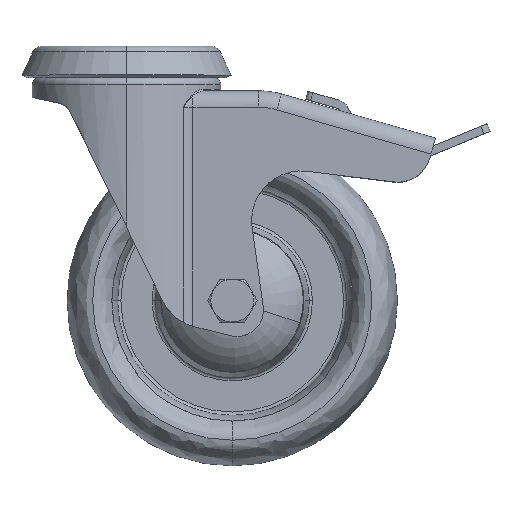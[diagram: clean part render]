
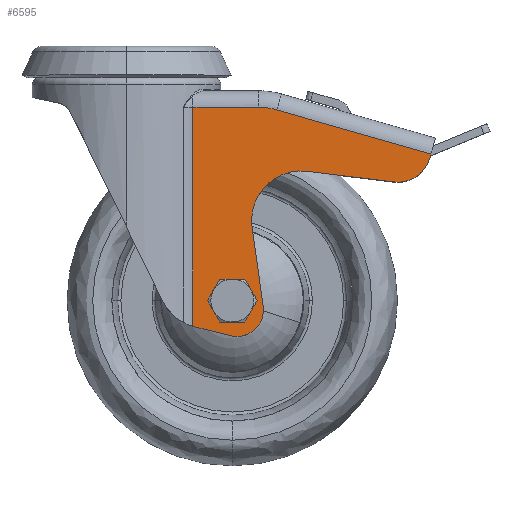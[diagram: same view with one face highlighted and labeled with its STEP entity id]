
A CAD part, top view. The second image highlights one B-rep face of the part: STEP entity #6595.
In plain terms, the highlighted planar face has unit normal (0, 0, 1).
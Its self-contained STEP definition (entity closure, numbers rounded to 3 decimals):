
#17 = VECTOR ( 'NONE', #6069, 1000. ) ;
#52 = DIRECTION ( 'NONE',  ( -1., 0., 0. ) ) ;
#173 = EDGE_CURVE ( 'NONE', #12089, #10771, #6232, .T. ) ;
#306 = AXIS2_PLACEMENT_3D ( 'NONE', #10582, #4680, #9591 ) ;
#432 = ORIENTED_EDGE ( 'NONE', *, *, #12626, .T. ) ;
#622 = AXIS2_PLACEMENT_3D ( 'NONE', #4497, #12434, #4237 ) ;
#641 = LINE ( 'NONE', #8670, #10035 ) ;
#1021 = ORIENTED_EDGE ( 'NONE', *, *, #8063, .T. ) ;
#1030 = ORIENTED_EDGE ( 'NONE', *, *, #9555, .F. ) ;
#1090 = DIRECTION ( 'NONE',  ( 0., 0., 1. ) ) ;
#1158 = CARTESIAN_POINT ( 'NONE',  ( 28.298, -40.095, 21.8 ) ) ;
#1226 = AXIS2_PLACEMENT_3D ( 'NONE', #3408, #4448, #11425 ) ;
#1300 = DIRECTION ( 'NONE',  ( 0., 0., 1. ) ) ;
#1332 = DIRECTION ( 'NONE',  ( -1., 0., 0. ) ) ;
#1357 = DIRECTION ( 'NONE',  ( 1., 0., 0. ) ) ;
#1618 = VECTOR ( 'NONE', #11825, 1000. ) ;
#1871 = LINE ( 'NONE', #5059, #6373 ) ;
#2111 = CARTESIAN_POINT ( 'NONE',  ( 76.346, -3.486, 21.8 ) ) ;
#2271 = CARTESIAN_POINT ( 'NONE',  ( 18.949, -38.34, 21.8 ) ) ;
#2276 = CARTESIAN_POINT ( 'NONE',  ( 20.376, -41.208, 21.8 ) ) ;
#2278 = CIRCLE ( 'NONE', #1226, 15. ) ;
#2296 = AXIS2_PLACEMENT_3D ( 'NONE', #4975, #5042, #4033 ) ;
#2456 = CARTESIAN_POINT ( 'NONE',  ( 7.049, 20.16, 21.8 ) ) ;
#2469 = ORIENTED_EDGE ( 'NONE', *, *, #173, .T. ) ;
#2710 = CARTESIAN_POINT ( 'NONE',  ( 7.049, -46.118, 21.8 ) ) ;
#2738 = EDGE_CURVE ( 'NONE', #8747, #4950, #9059, .T. ) ;
#2786 = VERTEX_POINT ( 'NONE', #10876 ) ;
#2820 = EDGE_CURVE ( 'NONE', #10514, #9898, #1871, .T. ) ;
#2963 = LINE ( 'NONE', #2111, #17 ) ;
#2967 = VERTEX_POINT ( 'NONE', #4833 ) ;
#2984 = EDGE_CURVE ( 'NONE', #5000, #10514, #6295, .T. ) ;
#3036 = CARTESIAN_POINT ( 'NONE',  ( 14.799, -38.34, 21.8 ) ) ;
#3189 = PLANE ( 'NONE',  #622 ) ;
#3338 = ORIENTED_EDGE ( 'NONE', *, *, #5580, .T. ) ;
#3408 = CARTESIAN_POINT ( 'NONE',  ( 11.255, -31.72, 21.8 ) ) ;
#3426 = CIRCLE ( 'NONE', #10126, 10. ) ;
#3620 = CARTESIAN_POINT ( 'NONE',  ( 7.049, 25.16, 21.8 ) ) ;
#3887 = ORIENTED_EDGE ( 'NONE', *, *, #12608, .T. ) ;
#3984 = DIRECTION ( 'NONE',  ( 0.97, -0.242, 0. ) ) ;
#3997 = ORIENTED_EDGE ( 'NONE', *, *, #2738, .T. ) ;
#4033 = DIRECTION ( 'NONE',  ( -1., 0., 0. ) ) ;
#4126 = CARTESIAN_POINT ( 'NONE',  ( 39.793, -14.11, 21.8 ) ) ;
#4237 = DIRECTION ( 'NONE',  ( -1., 0., 0. ) ) ;
#4271 = EDGE_CURVE ( 'NONE', #4950, #5000, #641, .T. ) ;
#4274 = CARTESIAN_POINT ( 'NONE',  ( 79.07, 6.017, 21.8 ) ) ;
#4434 = ORIENTED_EDGE ( 'NONE', *, *, #2984, .T. ) ;
#4448 = DIRECTION ( 'NONE',  ( 0., 0., 1. ) ) ;
#4497 = CARTESIAN_POINT ( 'NONE',  ( -13.051, 25.16, 21.8 ) ) ;
#4680 = DIRECTION ( 'NONE',  ( 0., 0., 1. ) ) ;
#4833 = CARTESIAN_POINT ( 'NONE',  ( 41.622, 0.778, 21.8 ) ) ;
#4950 = VERTEX_POINT ( 'NONE', #4274 ) ;
#4975 = CARTESIAN_POINT ( 'NONE',  ( 26.935, 0.16, 21.8 ) ) ;
#5000 = VERTEX_POINT ( 'NONE', #10485 ) ;
#5042 = DIRECTION ( 'NONE',  ( 0., 0., 1. ) ) ;
#5059 = CARTESIAN_POINT ( 'NONE',  ( -13.051, 20.16, 21.8 ) ) ;
#5449 = VERTEX_POINT ( 'NONE', #2710 ) ;
#5580 = EDGE_CURVE ( 'NONE', #9898, #5449, #10509, .T. ) ;
#5872 = EDGE_CURVE ( 'NONE', #10456, #2786, #8771, .T. ) ;
#5892 = CIRCLE ( 'NONE', #10278, 8. ) ;
#6069 = DIRECTION ( 'NONE',  ( 0.993, -0.122, 0. ) ) ;
#6187 = DIRECTION ( 'NONE',  ( -1., 0., 0. ) ) ;
#6232 = LINE ( 'NONE', #7078, #10352 ) ;
#6243 = DIRECTION ( 'NONE',  ( -1., 0., 0. ) ) ;
#6260 = CARTESIAN_POINT ( 'NONE',  ( 69.087, 7.481, 21.8 ) ) ;
#6295 = CIRCLE ( 'NONE', #2296, 20. ) ;
#6373 = VECTOR ( 'NONE', #52, 1000. ) ;
#6381 = CARTESIAN_POINT ( 'NONE',  ( 24.939, -16.198, 21.8 ) ) ;
#6584 = CARTESIAN_POINT ( 'NONE',  ( 7.627, -46.274, 21.8 ) ) ;
#6595 = ADVANCED_FACE ( 'NONE', ( #8183, #12183 ), #3189, .F. ) ;
#6701 = AXIS2_PLACEMENT_3D ( 'NONE', #4126, #9072, #6187 ) ;
#6732 = CARTESIAN_POINT ( 'NONE',  ( 18.44, -48.97, 21.8 ) ) ;
#6743 = EDGE_CURVE ( 'NONE', #2967, #8144, #2963, .T. ) ;
#6811 = CIRCLE ( 'NONE', #306, 4.15 ) ;
#6849 = VERTEX_POINT ( 'NONE', #6381 ) ;
#6925 = ORIENTED_EDGE ( 'NONE', *, *, #10446, .T. ) ;
#7078 = CARTESIAN_POINT ( 'NONE',  ( -28.609, -37.24, 21.8 ) ) ;
#7088 = CARTESIAN_POINT ( 'NONE',  ( 78.7, 4.724, 21.8 ) ) ;
#7190 = ORIENTED_EDGE ( 'NONE', *, *, #2820, .T. ) ;
#7270 = DIRECTION ( 'NONE',  ( -0.139, 0.99, 0. ) ) ;
#7490 = EDGE_CURVE ( 'NONE', #7502, #6849, #11155, .T. ) ;
#7502 = VERTEX_POINT ( 'NONE', #1158 ) ;
#7503 = VECTOR ( 'NONE', #7270, 1000. ) ;
#8063 = EDGE_CURVE ( 'NONE', #5449, #12089, #2278, .T. ) ;
#8065 = VECTOR ( 'NONE', #9125, 1000. ) ;
#8144 = VERTEX_POINT ( 'NONE', #12203 ) ;
#8183 = FACE_BOUND ( 'NONE', #11364, .T. ) ;
#8670 = CARTESIAN_POINT ( 'NONE',  ( -11.125, 31.88, 21.8 ) ) ;
#8747 = VERTEX_POINT ( 'NONE', #7088 ) ;
#8771 = CIRCLE ( 'NONE', #10015, 4.15 ) ;
#9059 = LINE ( 'NONE', #9889, #8065 ) ;
#9072 = DIRECTION ( 'NONE',  ( 0., 0., -1. ) ) ;
#9125 = DIRECTION ( 'NONE',  ( 0.276, 0.961, 0. ) ) ;
#9242 = CARTESIAN_POINT ( 'NONE',  ( 22.219, 3.16, 21.8 ) ) ;
#9352 = ORIENTED_EDGE ( 'NONE', *, *, #4271, .T. ) ;
#9452 = ORIENTED_EDGE ( 'NONE', *, *, #6743, .T. ) ;
#9555 = EDGE_CURVE ( 'NONE', #2786, #10456, #6811, .T. ) ;
#9591 = DIRECTION ( 'NONE',  ( 1., 0., 0. ) ) ;
#9889 = CARTESIAN_POINT ( 'NONE',  ( 80.449, 10.823, 21.8 ) ) ;
#9898 = VERTEX_POINT ( 'NONE', #2456 ) ;
#10015 = AXIS2_PLACEMENT_3D ( 'NONE', #2271, #1090, #1357 ) ;
#10035 = VECTOR ( 'NONE', #10621, 1000. ) ;
#10126 = AXIS2_PLACEMENT_3D ( 'NONE', #6260, #12107, #1332 ) ;
#10278 = AXIS2_PLACEMENT_3D ( 'NONE', #2276, #1300, #6243 ) ;
#10352 = VECTOR ( 'NONE', #3984, 1000. ) ;
#10393 = ORIENTED_EDGE ( 'NONE', *, *, #5872, .F. ) ;
#10446 = EDGE_CURVE ( 'NONE', #8144, #8747, #3426, .T. ) ;
#10456 = VERTEX_POINT ( 'NONE', #3036 ) ;
#10485 = CARTESIAN_POINT ( 'NONE',  ( 32.448, 19.385, 21.8 ) ) ;
#10509 = LINE ( 'NONE', #3620, #1618 ) ;
#10514 = VERTEX_POINT ( 'NONE', #12798 ) ;
#10582 = CARTESIAN_POINT ( 'NONE',  ( 18.949, -38.34, 21.8 ) ) ;
#10606 = ORIENTED_EDGE ( 'NONE', *, *, #7490, .T. ) ;
#10621 = DIRECTION ( 'NONE',  ( -0.961, 0.276, 0. ) ) ;
#10771 = VERTEX_POINT ( 'NONE', #6732 ) ;
#10876 = CARTESIAN_POINT ( 'NONE',  ( 23.099, -38.34, 21.8 ) ) ;
#11155 = LINE ( 'NONE', #9242, #7503 ) ;
#11364 = EDGE_LOOP ( 'NONE', ( #1030, #10393 ) ) ;
#11425 = DIRECTION ( 'NONE',  ( -1., 0., 0. ) ) ;
#11522 = EDGE_LOOP ( 'NONE', ( #3338, #1021, #2469, #3887, #10606, #432, #9452, #6925, #3997, #9352, #4434, #7190 ) ) ;
#11825 = DIRECTION ( 'NONE',  ( 0., -1., 0. ) ) ;
#12089 = VERTEX_POINT ( 'NONE', #6584 ) ;
#12107 = DIRECTION ( 'NONE',  ( 0., 0., 1. ) ) ;
#12183 = FACE_OUTER_BOUND ( 'NONE', #11522, .T. ) ;
#12203 = CARTESIAN_POINT ( 'NONE',  ( 67.869, -2.445, 21.8 ) ) ;
#12370 = CIRCLE ( 'NONE', #6701, 15. ) ;
#12434 = DIRECTION ( 'NONE',  ( 0., 0., -1. ) ) ;
#12608 = EDGE_CURVE ( 'NONE', #10771, #7502, #5892, .T. ) ;
#12626 = EDGE_CURVE ( 'NONE', #6849, #2967, #12370, .T. ) ;
#12798 = CARTESIAN_POINT ( 'NONE',  ( 26.935, 20.16, 21.8 ) ) ;
